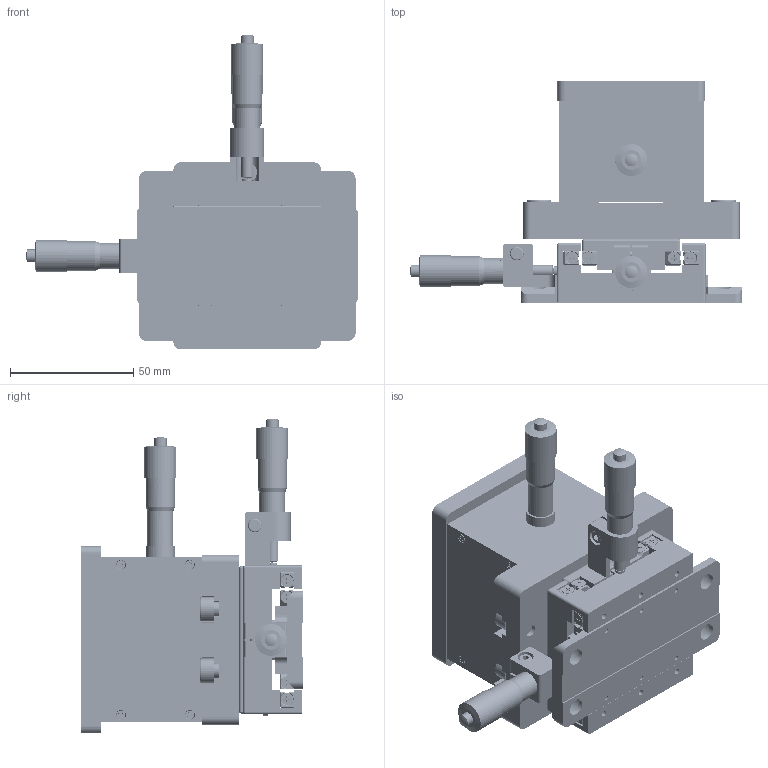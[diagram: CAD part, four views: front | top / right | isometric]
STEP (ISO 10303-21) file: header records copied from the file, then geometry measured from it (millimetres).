
FILE_DESCRIPTION (( 'STEP AP203' ), '1' );
FILE_NAME ('06MDV-2M.STEP', '2016-05-18T07:30:30', ( '' ), ( '' ), 'SwSTEP 2.0', 'SolidWorks 2016', '' );
FILE_SCHEMA (( 'CONFIG_CONTROL_DESIGN' ));
Products named in the file (1): 06MDV-2M
Bounding box: 134.9 x 90.25 x 127.9 mm (x, y, z)
Volume: 341931.7 mm3; surface area: 175656.9 mm2
Topology: 127 solids, 127 shells, 4031 faces, 9871 edges, 6250 vertices
Faces by surface type: plane 2188, cylinder 995, cone 506, bspline 226, torus 102, sphere 14
Entity records: 150393 total; most frequent: CARTESIAN_POINT 55595, ORIENTED_EDGE 19414, DIRECTION 19410, EDGE_CURVE 9707, AXIS2_PLACEMENT_3D 6715, VERTEX_POINT 6246, LINE 5980, VECTOR 5980
